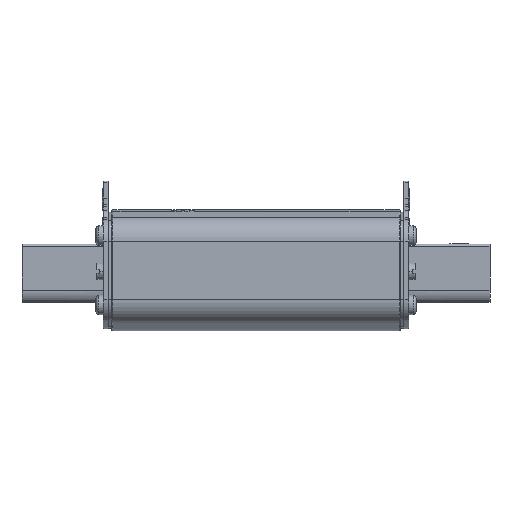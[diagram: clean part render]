
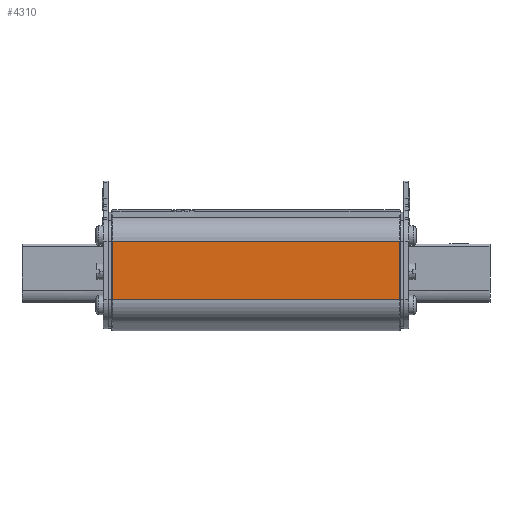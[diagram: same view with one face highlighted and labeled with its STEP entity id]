
A CAD part, left-side view. The second image highlights one B-rep face of the part: STEP entity #4310.
In plain terms, the highlighted face is planar.
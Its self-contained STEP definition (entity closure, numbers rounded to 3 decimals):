
#363=DIRECTION('',(0.,0.,1.));
#364=VECTOR('',#363,24.);
#365=CARTESIAN_POINT('',(-59.,23.,-12.));
#366=LINE('',#365,#364);
#733=DIRECTION('',(0.,0.,-1.));
#734=VECTOR('',#733,24.);
#735=CARTESIAN_POINT('',(59.,23.,12.));
#736=LINE('',#735,#734);
#861=DIRECTION('',(1.,0.,0.));
#862=VECTOR('',#861,118.);
#863=CARTESIAN_POINT('',(-59.,23.,12.));
#864=LINE('',#863,#862);
#868=DIRECTION('',(-1.,0.,0.));
#869=VECTOR('',#868,118.);
#870=CARTESIAN_POINT('',(59.,23.,-12.));
#871=LINE('',#870,#869);
#3472=CARTESIAN_POINT('',(59.,23.,-12.));
#3473=VERTEX_POINT('',#3472);
#3474=CARTESIAN_POINT('',(59.,23.,12.));
#3475=VERTEX_POINT('',#3474);
#3659=CARTESIAN_POINT('',(-59.,23.,-12.));
#3660=VERTEX_POINT('',#3659);
#3661=CARTESIAN_POINT('',(-59.,23.,12.));
#3662=VERTEX_POINT('',#3661);
#4298=CARTESIAN_POINT('',(-59.5,23.,-12.));
#4299=DIRECTION('',(0.,1.,0.));
#4300=DIRECTION('',(0.,0.,1.));
#4301=AXIS2_PLACEMENT_3D('',#4298,#4299,#4300);
#4302=PLANE('',#4301);
#4303=ORIENTED_EDGE('',*,*,#4158,.F.);
#4304=ORIENTED_EDGE('',*,*,#4293,.F.);
#4305=ORIENTED_EDGE('',*,*,#3900,.F.);
#4307=ORIENTED_EDGE('',*,*,#4306,.F.);
#4308=EDGE_LOOP('',(#4303,#4304,#4305,#4307));
#4309=FACE_OUTER_BOUND('',#4308,.F.);
#3900=EDGE_CURVE('',#3660,#3662,#366,.T.);
#4158=EDGE_CURVE('',#3475,#3473,#736,.T.);
#4293=EDGE_CURVE('',#3662,#3475,#864,.T.);
#4306=EDGE_CURVE('',#3473,#3660,#871,.T.);
#4310=ADVANCED_FACE('',(#4309),#4302,.T.);
